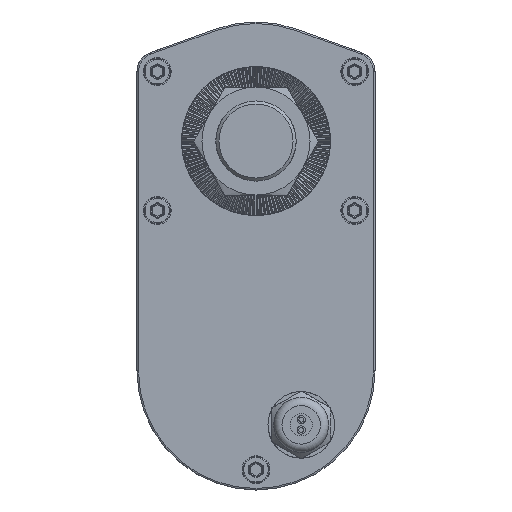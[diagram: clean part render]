
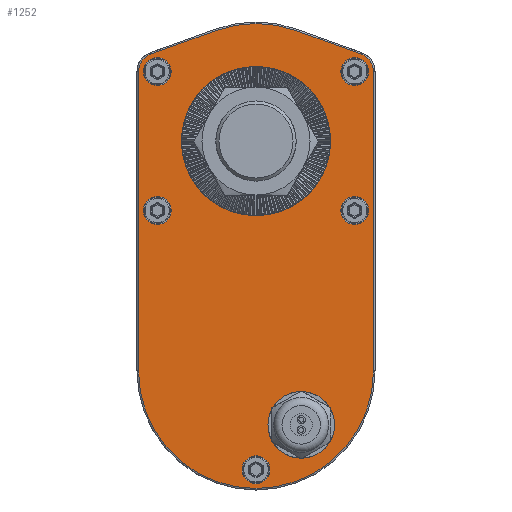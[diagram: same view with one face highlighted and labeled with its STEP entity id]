
A CAD part, front view. The second image highlights one B-rep face of the part: STEP entity #1252.
In plain terms, the highlighted planar face has unit normal (0, -1, 0).
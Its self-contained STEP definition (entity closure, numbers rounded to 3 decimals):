
#1252 = ADVANCED_FACE( '', ( #3264, #3265, #3266, #3267, #3268, #3269, #3270, #3271 ), #3272, .T. );
#3264 = FACE_BOUND( '', #7065, .T. );
#3265 = FACE_BOUND( '', #7066, .T. );
#3266 = FACE_BOUND( '', #7067, .T. );
#3267 = FACE_BOUND( '', #7068, .T. );
#3268 = FACE_BOUND( '', #7069, .T. );
#3269 = FACE_BOUND( '', #7070, .T. );
#3270 = FACE_OUTER_BOUND( '', #7071, .T. );
#3271 = FACE_BOUND( '', #7072, .T. );
#3272 = PLANE( '', #7073 );
#7065 = EDGE_LOOP( '', ( #15428 ) );
#7066 = EDGE_LOOP( '', ( #15429 ) );
#7067 = EDGE_LOOP( '', ( #15430 ) );
#7068 = EDGE_LOOP( '', ( #15431 ) );
#7069 = EDGE_LOOP( '', ( #15432 ) );
#7070 = EDGE_LOOP( '', ( #15433 ) );
#7071 = EDGE_LOOP( '', ( #15434, #15435, #15436, #15437, #15438, #15439, #15440, #15441 ) );
#7072 = EDGE_LOOP( '', ( #15442 ) );
#7073 = AXIS2_PLACEMENT_3D( '', #15443, #15444, #15445 );
#15428 = ORIENTED_EDGE( '', *, *, #22972, .F. );
#15429 = ORIENTED_EDGE( '', *, *, #22973, .T. );
#15430 = ORIENTED_EDGE( '', *, *, #22974, .T. );
#15431 = ORIENTED_EDGE( '', *, *, #22975, .T. );
#15432 = ORIENTED_EDGE( '', *, *, #22976, .T. );
#15433 = ORIENTED_EDGE( '', *, *, #22745, .T. );
#15434 = ORIENTED_EDGE( '', *, *, #22977, .T. );
#15435 = ORIENTED_EDGE( '', *, *, #22978, .T. );
#15436 = ORIENTED_EDGE( '', *, *, #22979, .T. );
#15437 = ORIENTED_EDGE( '', *, *, #22980, .T. );
#15438 = ORIENTED_EDGE( '', *, *, #22981, .T. );
#15439 = ORIENTED_EDGE( '', *, *, #22982, .T. );
#15440 = ORIENTED_EDGE( '', *, *, #22983, .T. );
#15441 = ORIENTED_EDGE( '', *, *, #22984, .T. );
#15442 = ORIENTED_EDGE( '', *, *, #22985, .F. );
#15443 = CARTESIAN_POINT( '', ( 0., 24.5, -74.5 ) );
#15444 = DIRECTION( '', ( 0., -1., 0. ) );
#15445 = DIRECTION( '', ( 0., 0., -1. ) );
#22745 = EDGE_CURVE( '', #26232, #26232, #26233, .T. );
#22972 = EDGE_CURVE( '', #26620, #26620, #26621, .T. );
#22973 = EDGE_CURVE( '', #26622, #26622, #26623, .T. );
#22974 = EDGE_CURVE( '', #26624, #26624, #26625, .T. );
#22975 = EDGE_CURVE( '', #26626, #26626, #26627, .T. );
#22976 = EDGE_CURVE( '', #26628, #26628, #26629, .T. );
#22977 = EDGE_CURVE( '', #26630, #26631, #26632, .T. );
#22978 = EDGE_CURVE( '', #26631, #26633, #26634, .T. );
#22979 = EDGE_CURVE( '', #26633, #26635, #26636, .T. );
#22980 = EDGE_CURVE( '', #26635, #26637, #26638, .T. );
#22981 = EDGE_CURVE( '', #26637, #26639, #26640, .T. );
#22982 = EDGE_CURVE( '', #26639, #26641, #26642, .T. );
#22983 = EDGE_CURVE( '', #26641, #26643, #26644, .T. );
#22984 = EDGE_CURVE( '', #26643, #26630, #26645, .T. );
#22985 = EDGE_CURVE( '', #26646, #26646, #26647, .T. );
#26232 = VERTEX_POINT( '', #32066 );
#26233 = CIRCLE( '', #32067, 4.5 );
#26620 = VERTEX_POINT( '', #32761 );
#26621 = CIRCLE( '', #32762, 7.875 );
#26622 = VERTEX_POINT( '', #32763 );
#26623 = CIRCLE( '', #32764, 4.5 );
#26624 = VERTEX_POINT( '', #32765 );
#26625 = CIRCLE( '', #32766, 4.5 );
#26626 = VERTEX_POINT( '', #32767 );
#26627 = CIRCLE( '', #32768, 4.5 );
#26628 = VERTEX_POINT( '', #32769 );
#26629 = CIRCLE( '', #32770, 4.5 );
#26630 = VERTEX_POINT( '', #32771 );
#26631 = VERTEX_POINT( '', #32772 );
#26632 = CIRCLE( '', #32773, 6.08 );
#26633 = VERTEX_POINT( '', #32774 );
#26634 = LINE( '', #32775, #32776 );
#26635 = VERTEX_POINT( '', #32777 );
#26636 = CIRCLE( '', #32778, 38.08 );
#26637 = VERTEX_POINT( '', #32779 );
#26638 = LINE( '', #32780, #32781 );
#26639 = VERTEX_POINT( '', #32782 );
#26640 = CIRCLE( '', #32783, 6.08 );
#26641 = VERTEX_POINT( '', #32784 );
#26642 = LINE( '', #32785, #32786 );
#26643 = VERTEX_POINT( '', #32787 );
#26644 = CIRCLE( '', #32788, 38.08 );
#26645 = LINE( '', #32789, #32790 );
#26646 = VERTEX_POINT( '', #32791 );
#26647 = CIRCLE( '', #32792, 24.1 );
#32066 = CARTESIAN_POINT( '', ( -32., 24.5, 18. ) );
#32067 = AXIS2_PLACEMENT_3D( '', #40129, #40130, #40131 );
#32761 = CARTESIAN_POINT( '', ( 14.66, 24.5, -99.845 ) );
#32762 = AXIS2_PLACEMENT_3D( '', #40383, #40384, #40385 );
#32763 = CARTESIAN_POINT( '', ( 32., 24.5, 18. ) );
#32764 = AXIS2_PLACEMENT_3D( '', #40386, #40387, #40388 );
#32765 = CARTESIAN_POINT( '', ( 32., 24.5, -27. ) );
#32766 = AXIS2_PLACEMENT_3D( '', #40389, #40390, #40391 );
#32767 = CARTESIAN_POINT( '', ( -32., 24.5, -27. ) );
#32768 = AXIS2_PLACEMENT_3D( '', #40392, #40393, #40394 );
#32769 = CARTESIAN_POINT( '', ( 0., 24.5, -111. ) );
#32770 = AXIS2_PLACEMENT_3D( '', #40395, #40396, #40397 );
#32771 = CARTESIAN_POINT( '', ( 38.08, 24.5, 22.46 ) );
#32772 = CARTESIAN_POINT( '', ( 34.067, 24.5, 28.178 ) );
#32773 = AXIS2_PLACEMENT_3D( '', #40398, #40399, #40400 );
#32774 = CARTESIAN_POINT( '', ( 12.944, 24.5, 35.813 ) );
#32775 = CARTESIAN_POINT( '', ( 36.76, 24.5, 27.204 ) );
#32776 = VECTOR( '', #40401, 1000. );
#32777 = CARTESIAN_POINT( '', ( -12.944, 24.5, 35.813 ) );
#32778 = AXIS2_PLACEMENT_3D( '', #40402, #40403, #40404 );
#32779 = CARTESIAN_POINT( '', ( -34.067, 24.5, 28.178 ) );
#32780 = CARTESIAN_POINT( '', ( -36.76, 24.5, 27.204 ) );
#32781 = VECTOR( '', #40405, 1000. );
#32782 = CARTESIAN_POINT( '', ( -38.08, 24.5, 22.46 ) );
#32783 = AXIS2_PLACEMENT_3D( '', #40406, #40407, #40408 );
#32784 = CARTESIAN_POINT( '', ( -38.08, 24.5, -74.5 ) );
#32785 = CARTESIAN_POINT( '', ( -38.08, 24.5, -74.5 ) );
#32786 = VECTOR( '', #40409, 1000. );
#32787 = CARTESIAN_POINT( '', ( 38.08, 24.5, -74.5 ) );
#32788 = AXIS2_PLACEMENT_3D( '', #40410, #40411, #40412 );
#32789 = CARTESIAN_POINT( '', ( 38.08, 24.5, -74.5 ) );
#32790 = VECTOR( '', #40413, 1000. );
#32791 = CARTESIAN_POINT( '', ( 0., 24.5, -24.1 ) );
#32792 = AXIS2_PLACEMENT_3D( '', #40414, #40415, #40416 );
#40129 = CARTESIAN_POINT( '', ( -32., 24.5, 22.5 ) );
#40130 = DIRECTION( '', ( 0., 1., 0. ) );
#40131 = DIRECTION( '', ( 0., 0., -1. ) );
#40383 = CARTESIAN_POINT( '', ( 14.66, 24.5, -91.97 ) );
#40384 = DIRECTION( '', ( 0., -1., 0. ) );
#40385 = DIRECTION( '', ( 0., 0., -1. ) );
#40386 = CARTESIAN_POINT( '', ( 32., 24.5, 22.5 ) );
#40387 = DIRECTION( '', ( 0., 1., 0. ) );
#40388 = DIRECTION( '', ( 0., 0., -1. ) );
#40389 = CARTESIAN_POINT( '', ( 32., 24.5, -22.5 ) );
#40390 = DIRECTION( '', ( 0., 1., 0. ) );
#40391 = DIRECTION( '', ( 0., 0., -1. ) );
#40392 = CARTESIAN_POINT( '', ( -32., 24.5, -22.5 ) );
#40393 = DIRECTION( '', ( 0., 1., 0. ) );
#40394 = DIRECTION( '', ( 0., 0., -1. ) );
#40395 = CARTESIAN_POINT( '', ( 0., 24.5, -106.5 ) );
#40396 = DIRECTION( '', ( 0., 1., 0. ) );
#40397 = DIRECTION( '', ( 0., 0., -1. ) );
#40398 = CARTESIAN_POINT( '', ( 32., 24.5, 22.46 ) );
#40399 = DIRECTION( '', ( 0., -1., 0. ) );
#40400 = DIRECTION( '', ( 0., 0., -1. ) );
#40401 = DIRECTION( '', ( -0.94, 0., 0.34 ) );
#40402 = CARTESIAN_POINT( '', ( 0., 24.5, 0. ) );
#40403 = DIRECTION( '', ( 0., -1., 0. ) );
#40404 = DIRECTION( '', ( 0., 0., -1. ) );
#40405 = DIRECTION( '', ( -0.94, 0., -0.34 ) );
#40406 = CARTESIAN_POINT( '', ( -32., 24.5, 22.46 ) );
#40407 = DIRECTION( '', ( 0., -1., 0. ) );
#40408 = DIRECTION( '', ( 0., 0., -1. ) );
#40409 = DIRECTION( '', ( 0., 0., -1. ) );
#40410 = CARTESIAN_POINT( '', ( 0., 24.5, -74.5 ) );
#40411 = DIRECTION( '', ( 0., -1., 0. ) );
#40412 = DIRECTION( '', ( 0., 0., -1. ) );
#40413 = DIRECTION( '', ( 0., 0., 1. ) );
#40414 = CARTESIAN_POINT( '', ( 0., 24.5, 0. ) );
#40415 = DIRECTION( '', ( 0., -1., 0. ) );
#40416 = DIRECTION( '', ( 0., 0., -1. ) );
